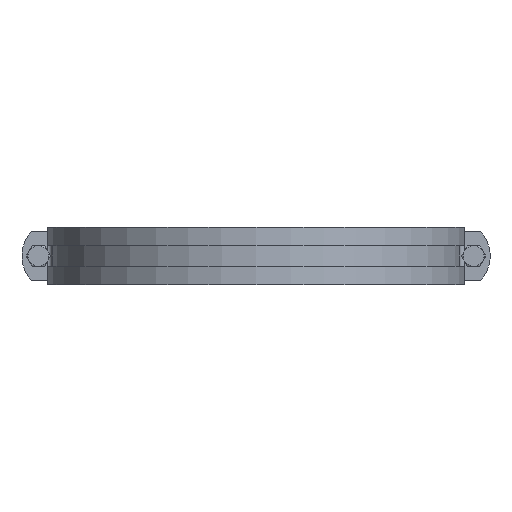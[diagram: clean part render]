
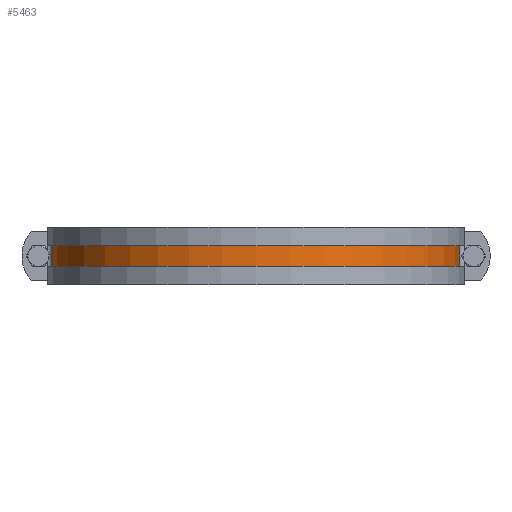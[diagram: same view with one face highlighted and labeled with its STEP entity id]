
A CAD part, front view. The second image highlights one B-rep face of the part: STEP entity #5463.
In plain terms, the highlighted cylindrical face has radius 167.5 mm (diameter 335 mm), a partial arc.
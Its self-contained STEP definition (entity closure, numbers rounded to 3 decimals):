
#4394=CARTESIAN_POINT('',(167.089,-11.72,20.0));
#4395=VERTEX_POINT('',#4394);
#4403=CARTESIAN_POINT('',(167.089,-11.72,-20.0));
#4404=VERTEX_POINT('',#4403);
#4405=CARTESIAN_POINT('',(167.089,-11.72,-20.0));
#4406=DIRECTION('',(0.0,0.0,1.0));
#4407=VECTOR('',#4406,40.0);
#4408=LINE('',#4405,#4407);
#4409=EDGE_CURVE('',#4404,#4395,#4408,.T.);
#5099=CARTESIAN_POINT('',(-167.089,-11.72,-20.0));
#5100=VERTEX_POINT('',#5099);
#5108=CARTESIAN_POINT('',(-167.089,-11.72,20.0));
#5109=VERTEX_POINT('',#5108);
#5110=CARTESIAN_POINT('',(-167.089,-11.72,-20.0));
#5111=DIRECTION('',(0.0,0.0,1.0));
#5112=VECTOR('',#5111,40.0);
#5113=LINE('',#5110,#5112);
#5114=EDGE_CURVE('',#5100,#5109,#5113,.T.);
#5440=CARTESIAN_POINT('',(0.,0.,0.0));
#5441=DIRECTION('',(0.0,0.0,-1.0));
#5442=DIRECTION('',(0.998,-0.07,0.0));
#5443=AXIS2_PLACEMENT_3D('',#5440,#5441,#5442);
#5444=CYLINDRICAL_SURFACE('',#5443,167.5);
#5445=ORIENTED_EDGE('',*,*,#5114,.F.);
#5446=CARTESIAN_POINT('',(0.,0.,-20.0));
#5447=DIRECTION('',(0.0,0.0,-1.0));
#5448=DIRECTION('',(0.998,-0.07,0.0));
#5449=AXIS2_PLACEMENT_3D('',#5446,#5447,#5448);
#5450=CIRCLE('',#5449,167.5);
#5451=EDGE_CURVE('',#4404,#5100,#5450,.T.);
#5452=ORIENTED_EDGE('',*,*,#5451,.F.);
#5453=ORIENTED_EDGE('',*,*,#4409,.T.);
#5454=CARTESIAN_POINT('',(0.,0.,20.0));
#5455=DIRECTION('',(0.0,0.0,1.0));
#5456=DIRECTION('',(-0.998,-0.07,0.0));
#5457=AXIS2_PLACEMENT_3D('',#5454,#5455,#5456);
#5458=CIRCLE('',#5457,167.5);
#5459=EDGE_CURVE('',#5109,#4395,#5458,.T.);
#5460=ORIENTED_EDGE('',*,*,#5459,.F.);
#5461=EDGE_LOOP('',(#5445,#5452,#5453,#5460));
#5462=FACE_OUTER_BOUND('',#5461,.T.);
#5463=ADVANCED_FACE('',(#5462),#5444,.T.);
